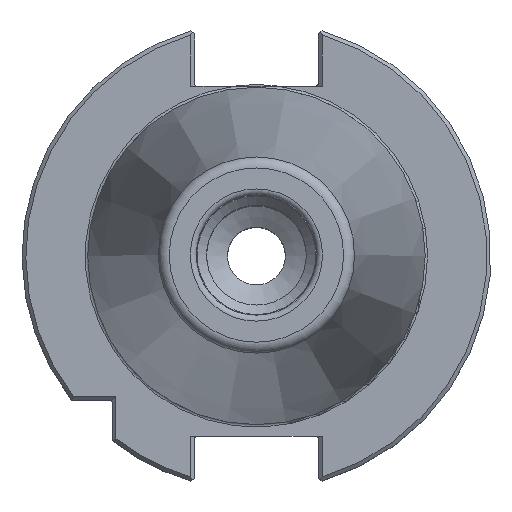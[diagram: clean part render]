
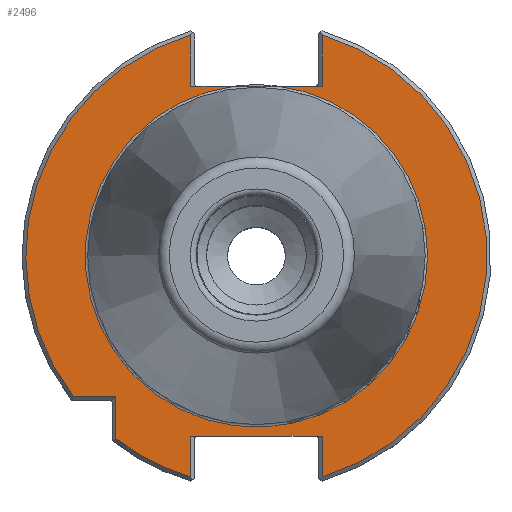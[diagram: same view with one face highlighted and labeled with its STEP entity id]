
A CAD part, top view. The second image highlights one B-rep face of the part: STEP entity #2496.
In plain terms, the highlighted planar face has unit normal (0, 0, 1).
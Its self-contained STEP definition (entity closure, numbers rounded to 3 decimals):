
#194=LINE('',#3689,#290);
#195=LINE('',#3691,#291);
#196=LINE('',#3693,#292);
#197=LINE('',#3697,#293);
#198=LINE('',#3699,#294);
#199=LINE('',#3700,#295);
#200=LINE('',#3702,#296);
#201=LINE('',#3706,#297);
#202=LINE('',#3708,#298);
#290=VECTOR('',#2979,1000.);
#291=VECTOR('',#2980,1000.);
#292=VECTOR('',#2981,1000.);
#293=VECTOR('',#2984,1000.);
#294=VECTOR('',#2985,1000.);
#295=VECTOR('',#2986,1000.);
#296=VECTOR('',#2987,1000.);
#297=VECTOR('',#2990,1000.);
#298=VECTOR('',#2991,1000.);
#339=PLANE('',#2641);
#548=ORIENTED_EDGE('',*,*,#978,.T.);
#549=ORIENTED_EDGE('',*,*,#979,.T.);
#550=ORIENTED_EDGE('',*,*,#980,.F.);
#551=ORIENTED_EDGE('',*,*,#981,.T.);
#552=ORIENTED_EDGE('',*,*,#982,.T.);
#553=ORIENTED_EDGE('',*,*,#983,.T.);
#554=ORIENTED_EDGE('',*,*,#984,.F.);
#555=ORIENTED_EDGE('',*,*,#977,.F.);
#556=ORIENTED_EDGE('',*,*,#985,.F.);
#557=ORIENTED_EDGE('',*,*,#986,.T.);
#558=ORIENTED_EDGE('',*,*,#987,.T.);
#559=ORIENTED_EDGE('',*,*,#988,.T.);
#560=ORIENTED_EDGE('',*,*,#989,.T.);
#977=EDGE_CURVE('',#1188,#1187,#1279,.T.);
#978=EDGE_CURVE('',#1189,#1190,#1280,.T.);
#979=EDGE_CURVE('',#1190,#1191,#194,.T.);
#980=EDGE_CURVE('',#1192,#1191,#195,.T.);
#981=EDGE_CURVE('',#1192,#1193,#196,.T.);
#982=EDGE_CURVE('',#1193,#1194,#1281,.T.);
#983=EDGE_CURVE('',#1194,#1195,#197,.T.);
#984=EDGE_CURVE('',#1187,#1195,#198,.T.);
#985=EDGE_CURVE('',#1196,#1188,#199,.T.);
#986=EDGE_CURVE('',#1196,#1197,#200,.T.);
#987=EDGE_CURVE('',#1197,#1198,#1282,.T.);
#988=EDGE_CURVE('',#1198,#1199,#201,.T.);
#989=EDGE_CURVE('',#1199,#1189,#202,.T.);
#1187=VERTEX_POINT('',#3682);
#1188=VERTEX_POINT('',#3683);
#1189=VERTEX_POINT('',#3687);
#1190=VERTEX_POINT('',#3688);
#1191=VERTEX_POINT('',#3690);
#1192=VERTEX_POINT('',#3692);
#1193=VERTEX_POINT('',#3694);
#1194=VERTEX_POINT('',#3696);
#1195=VERTEX_POINT('',#3698);
#1196=VERTEX_POINT('',#3701);
#1197=VERTEX_POINT('',#3703);
#1198=VERTEX_POINT('',#3705);
#1199=VERTEX_POINT('',#3707);
#1279=CIRCLE('',#2640,35.591);
#1280=CIRCLE('',#2642,47.95);
#1281=CIRCLE('',#2643,47.95);
#1282=CIRCLE('',#2644,47.95);
#1372=EDGE_LOOP('',(#548,#549,#550,#551,#552,#553,#554,#555,#556,#557,#558,
#559,#560));
#1528=FACE_BOUND('',#1372,.T.);
#2496=ADVANCED_FACE('',(#1528),#339,.T.);
#2640=AXIS2_PLACEMENT_3D('',#3684,#2973,#2974);
#2641=AXIS2_PLACEMENT_3D('',#3685,#2975,#2976);
#2642=AXIS2_PLACEMENT_3D('',#3686,#2977,#2978);
#2643=AXIS2_PLACEMENT_3D('',#3695,#2982,#2983);
#2644=AXIS2_PLACEMENT_3D('',#3704,#2988,#2989);
#2973=DIRECTION('',(0.,0.,1.));
#2974=DIRECTION('',(1.,0.,0.));
#2975=DIRECTION('',(0.,0.,1.));
#2976=DIRECTION('',(1.,0.,0.));
#2977=DIRECTION('',(0.,0.,1.));
#2978=DIRECTION('',(1.,0.,0.));
#2979=DIRECTION('',(0.,1.,0.));
#2980=DIRECTION('',(-1.,0.,0.));
#2981=DIRECTION('',(0.,-1.,0.));
#2982=DIRECTION('',(0.,0.,1.));
#2983=DIRECTION('',(1.,0.,0.));
#2984=DIRECTION('',(0.,-1.,0.));
#2985=DIRECTION('',(1.,0.,0.));
#2986=DIRECTION('',(1.,0.,0.));
#2987=DIRECTION('',(0.,1.,0.));
#2988=DIRECTION('',(0.,0.,1.));
#2989=DIRECTION('',(1.,0.,0.));
#2990=DIRECTION('',(1.,0.,0.));
#2991=DIRECTION('',(0.,-1.,0.));
#3682=CARTESIAN_POINT('',(4.543,35.3,-3.2));
#3683=CARTESIAN_POINT('',(-4.543,35.3,-3.2));
#3684=CARTESIAN_POINT('',(0.,0.,-3.2));
#3685=CARTESIAN_POINT('',(35.591,0.,-3.2));
#3686=CARTESIAN_POINT('',(0.,0.,-3.2));
#3687=CARTESIAN_POINT('',(-29.2,-38.034,-3.2));
#3688=CARTESIAN_POINT('',(-13.65,-45.966,-3.2));
#3689=CARTESIAN_POINT('',(-13.65,-37.5,-3.2));
#3690=CARTESIAN_POINT('',(-13.65,-37.5,-3.2));
#3691=CARTESIAN_POINT('',(12.85,-37.5,-3.2));
#3692=CARTESIAN_POINT('',(13.65,-37.5,-3.2));
#3693=CARTESIAN_POINT('',(13.65,-47.181,-3.2));
#3694=CARTESIAN_POINT('',(13.65,-45.966,-3.2));
#3695=CARTESIAN_POINT('',(0.,0.,-3.2));
#3696=CARTESIAN_POINT('',(13.65,45.966,-3.2));
#3697=CARTESIAN_POINT('',(13.65,35.3,-3.2));
#3698=CARTESIAN_POINT('',(13.65,35.3,-3.2));
#3699=CARTESIAN_POINT('',(-12.85,35.3,-3.2));
#3700=CARTESIAN_POINT('',(-12.85,35.3,-3.2));
#3701=CARTESIAN_POINT('',(-13.65,35.3,-3.2));
#3702=CARTESIAN_POINT('',(-13.65,47.181,-3.2));
#3703=CARTESIAN_POINT('',(-13.65,45.966,-3.2));
#3704=CARTESIAN_POINT('',(0.,0.,-3.2));
#3705=CARTESIAN_POINT('',(-38.034,-29.2,-3.2));
#3706=CARTESIAN_POINT('',(-30.,-29.2,-3.2));
#3707=CARTESIAN_POINT('',(-29.2,-29.2,-3.2));
#3708=CARTESIAN_POINT('',(-29.2,-38.616,-3.2));
